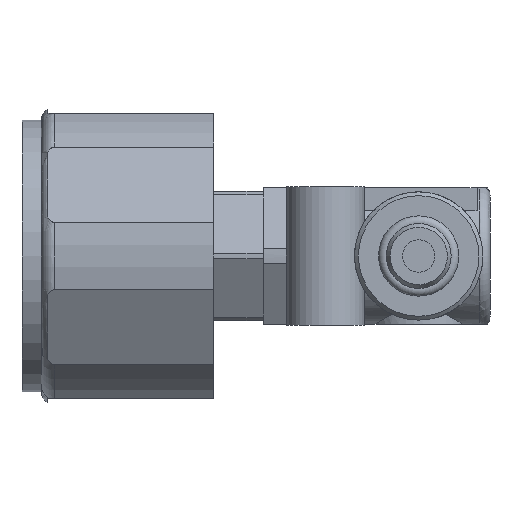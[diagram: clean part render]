
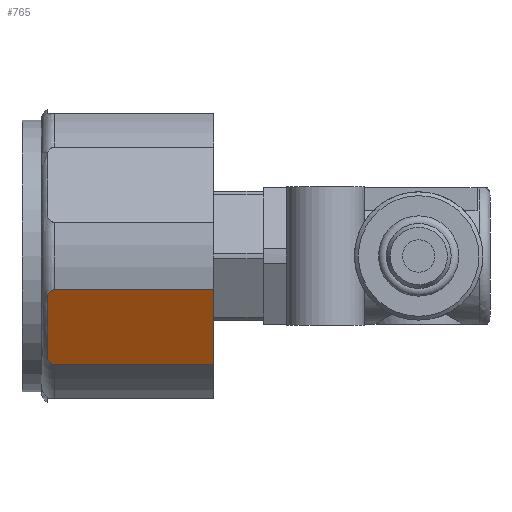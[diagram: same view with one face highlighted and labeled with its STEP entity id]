
A CAD part, left-side view. The second image highlights one B-rep face of the part: STEP entity #765.
In plain terms, the highlighted face is planar.
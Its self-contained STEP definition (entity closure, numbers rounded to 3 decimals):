
#765 = ADVANCED_FACE( '', ( #1571 ), #1572, .F. );
#1571 = FACE_OUTER_BOUND( '', #2357, .T. );
#1572 = PLANE( '', #2358 );
#2357 = EDGE_LOOP( '', ( #4202, #4203, #4204, #4205, #4206, #4207 ) );
#2358 = AXIS2_PLACEMENT_3D( '', #4208, #4209, #4210 );
#4202 = ORIENTED_EDGE( '', *, *, #4510, .T. );
#4203 = ORIENTED_EDGE( '', *, *, #4840, .F. );
#4204 = ORIENTED_EDGE( '', *, *, #4370, .F. );
#4205 = ORIENTED_EDGE( '', *, *, #4707, .F. );
#4206 = ORIENTED_EDGE( '', *, *, #4511, .T. );
#4207 = ORIENTED_EDGE( '', *, *, #4455, .F. );
#4208 = CARTESIAN_POINT( '', ( -11., 18., 6.351 ) );
#4209 = DIRECTION( '', ( 0.5, 0., -0.866 ) );
#4210 = DIRECTION( '', ( -0.866, 0., -0.5 ) );
#4370 = EDGE_CURVE( '', #5158, #5137, #5160, .T. );
#4455 = EDGE_CURVE( '', #5304, #5303, #5306, .T. );
#4510 = EDGE_CURVE( '', #5304, #5398, #5399, .T. );
#4511 = EDGE_CURVE( '', #5400, #5303, #5401, .T. );
#4707 = EDGE_CURVE( '', #5400, #5158, #5699, .T. );
#4840 = EDGE_CURVE( '', #5137, #5398, #5886, .F. );
#5137 = VERTEX_POINT( '', #6338 );
#5158 = VERTEX_POINT( '', #6364 );
#5160 = LINE( '', #6366, #6367 );
#5303 = VERTEX_POINT( '', #6666 );
#5304 = VERTEX_POINT( '', #6667 );
#5306 = LINE( '', #6669, #6670 );
#5398 = VERTEX_POINT( '', #6830 );
#5399 = B_SPLINE_CURVE_WITH_KNOTS( '', 3, ( #6831, #6832, #6833, #6834, #6835, #6836, #6837, #6838 ), .UNSPECIFIED., .F., .F., ( 4, 2, 2, 4 ), ( 0., 0., 0.001, 0.001 ), .UNSPECIFIED. );
#5400 = VERTEX_POINT( '', #6839 );
#5401 = B_SPLINE_CURVE_WITH_KNOTS( '', 3, ( #6840, #6841, #6842, #6843, #6844, #6845, #6846, #6847 ), .UNSPECIFIED., .F., .F., ( 4, 2, 2, 4 ), ( 0., 0., 0., 0.001 ), .UNSPECIFIED. );
#5699 = LINE( '', #7367, #7368 );
#5886 = LINE( '', #7669, #7670 );
#6338 = CARTESIAN_POINT( '', ( -8.405, 5.21, 7.849 ) );
#6364 = CARTESIAN_POINT( '', ( -2.595, 5.21, 11.203 ) );
#6366 = CARTESIAN_POINT( '', ( 3.125, 5.21, 14.506 ) );
#6367 = VECTOR( '', #8168, 1000. );
#6666 = CARTESIAN_POINT( '', ( -3.022, 18., 10.957 ) );
#6667 = CARTESIAN_POINT( '', ( -7.978, 18., 8.096 ) );
#6669 = CARTESIAN_POINT( '', ( -11., 18., 6.351 ) );
#6670 = VECTOR( '', #8288, 1000. );
#6830 = CARTESIAN_POINT( '', ( -8.405, 17.5, 7.849 ) );
#6831 = CARTESIAN_POINT( '', ( -7.978, 18., 8.096 ) );
#6832 = CARTESIAN_POINT( '', ( -8.076, 17.951, 8.039 ) );
#6833 = CARTESIAN_POINT( '', ( -8.17, 17.892, 7.984 ) );
#6834 = CARTESIAN_POINT( '', ( -8.293, 17.773, 7.914 ) );
#6835 = CARTESIAN_POINT( '', ( -8.331, 17.727, 7.892 ) );
#6836 = CARTESIAN_POINT( '', ( -8.386, 17.623, 7.86 ) );
#6837 = CARTESIAN_POINT( '', ( -8.405, 17.563, 7.849 ) );
#6838 = CARTESIAN_POINT( '', ( -8.405, 17.5, 7.849 ) );
#6839 = CARTESIAN_POINT( '', ( -2.595, 17.5, 11.203 ) );
#6840 = CARTESIAN_POINT( '', ( -2.595, 17.5, 11.203 ) );
#6841 = CARTESIAN_POINT( '', ( -2.595, 17.563, 11.203 ) );
#6842 = CARTESIAN_POINT( '', ( -2.613, 17.623, 11.193 ) );
#6843 = CARTESIAN_POINT( '', ( -2.669, 17.727, 11.161 ) );
#6844 = CARTESIAN_POINT( '', ( -2.707, 17.773, 11.139 ) );
#6845 = CARTESIAN_POINT( '', ( -2.829, 17.892, 11.069 ) );
#6846 = CARTESIAN_POINT( '', ( -2.924, 17.951, 11.013 ) );
#6847 = CARTESIAN_POINT( '', ( -3.022, 18., 10.957 ) );
#7367 = CARTESIAN_POINT( '', ( -2.595, 0., 11.203 ) );
#7368 = VECTOR( '', #8547, 1000. );
#7669 = CARTESIAN_POINT( '', ( -8.405, 0., 7.849 ) );
#7670 = VECTOR( '', #8670, 1000. );
#8168 = DIRECTION( '', ( -0.866, 0., -0.5 ) );
#8288 = DIRECTION( '', ( 0.866, 0., 0.5 ) );
#8547 = DIRECTION( '', ( 0., -1., 0. ) );
#8670 = DIRECTION( '', ( 0., -1., 0. ) );
